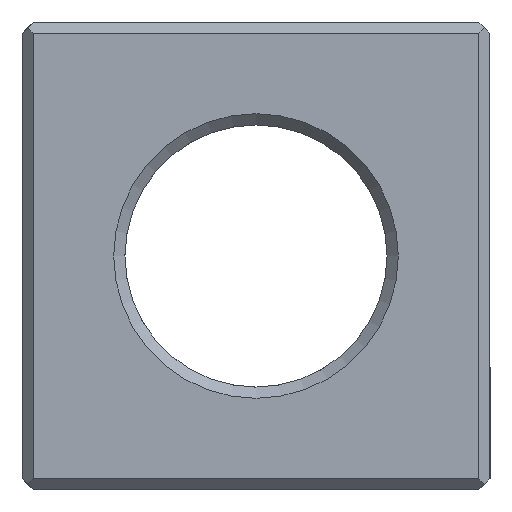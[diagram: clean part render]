
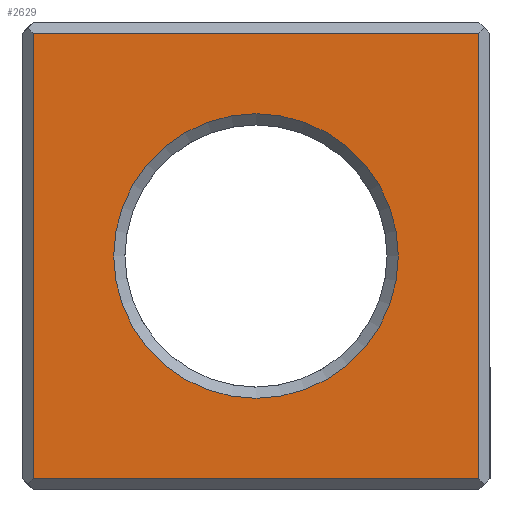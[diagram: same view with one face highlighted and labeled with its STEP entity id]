
A CAD part, left-side view. The second image highlights one B-rep face of the part: STEP entity #2629.
In plain terms, the highlighted planar face has unit normal (-1, 0, 0).
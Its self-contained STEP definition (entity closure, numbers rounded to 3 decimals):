
#72 = PLANE('',#73);
#73 = AXIS2_PLACEMENT_3D('',#74,#75,#76);
#74 = CARTESIAN_POINT('',(0.,0.,0.3));
#75 = DIRECTION('',(-0.707,0.,-0.707)
  );
#76 = DIRECTION('',(0.707,0.,-0.707));
#537 = PLANE('',#538);
#538 = AXIS2_PLACEMENT_3D('',#539,#540,#541);
#539 = CARTESIAN_POINT('',(0.3,12.5,0.));
#540 = DIRECTION('',(0.707,-0.707,0.));
#541 = DIRECTION('',(-0.707,-0.707,0.));
#768 = PLANE('',#769);
#769 = AXIS2_PLACEMENT_3D('',#770,#771,#772);
#770 = CARTESIAN_POINT('',(0.3,0.,0.));
#771 = DIRECTION('',(-0.707,-0.707,0.));
#772 = DIRECTION('',(-0.707,0.707,0.));
#836 = VERTEX_POINT('',#837);
#837 = CARTESIAN_POINT('',(0.,0.3,0.3));
#858 = EDGE_CURVE('',#836,#859,#861,.T.);
#859 = VERTEX_POINT('',#860);
#860 = CARTESIAN_POINT('',(0.,12.2,0.3));
#861 = SURFACE_CURVE('',#862,(#866,#873),.PCURVE_S1.);
#862 = LINE('',#863,#864);
#863 = CARTESIAN_POINT('',(0.,0.,0.3));
#864 = VECTOR('',#865,1.);
#865 = DIRECTION('',(0.,1.,0.));
#866 = PCURVE('',#72,#867);
#867 = DEFINITIONAL_REPRESENTATION('',(#868),#872);
#868 = LINE('',#869,#870);
#869 = CARTESIAN_POINT('',(0.,0.));
#870 = VECTOR('',#871,1.);
#871 = DIRECTION('',(0.,-1.));
#872 = ( GEOMETRIC_REPRESENTATION_CONTEXT(2) 
PARAMETRIC_REPRESENTATION_CONTEXT() REPRESENTATION_CONTEXT('2D SPACE',''
  ) );
#873 = PCURVE('',#874,#879);
#874 = PLANE('',#875);
#875 = AXIS2_PLACEMENT_3D('',#876,#877,#878);
#876 = CARTESIAN_POINT('',(0.,12.5,0.));
#877 = DIRECTION('',(1.,0.,0.));
#878 = DIRECTION('',(0.,-1.,0.));
#879 = DEFINITIONAL_REPRESENTATION('',(#880),#884);
#880 = LINE('',#881,#882);
#881 = CARTESIAN_POINT('',(12.5,-0.3));
#882 = VECTOR('',#883,1.);
#883 = DIRECTION('',(-1.,0.));
#884 = ( GEOMETRIC_REPRESENTATION_CONTEXT(2) 
PARAMETRIC_REPRESENTATION_CONTEXT() REPRESENTATION_CONTEXT('2D SPACE',''
  ) );
#1951 = VERTEX_POINT('',#1952);
#1952 = CARTESIAN_POINT('',(0.,12.2,12.2));
#1966 = PLANE('',#1967);
#1967 = AXIS2_PLACEMENT_3D('',#1968,#1969,#1970);
#1968 = CARTESIAN_POINT('',(0.3,0.,12.5));
#1969 = DIRECTION('',(-0.707,0.,0.707
    ));
#1970 = DIRECTION('',(-0.707,0.,-0.707
    ));
#1978 = EDGE_CURVE('',#859,#1951,#1979,.T.);
#1979 = SURFACE_CURVE('',#1980,(#1984,#1991),.PCURVE_S1.);
#1980 = LINE('',#1981,#1982);
#1981 = CARTESIAN_POINT('',(0.,12.2,0.));
#1982 = VECTOR('',#1983,1.);
#1983 = DIRECTION('',(0.,0.,1.));
#1984 = PCURVE('',#537,#1985);
#1985 = DEFINITIONAL_REPRESENTATION('',(#1986),#1990);
#1986 = LINE('',#1987,#1988);
#1987 = CARTESIAN_POINT('',(0.424,0.));
#1988 = VECTOR('',#1989,1.);
#1989 = DIRECTION('',(0.,-1.));
#1990 = ( GEOMETRIC_REPRESENTATION_CONTEXT(2) 
PARAMETRIC_REPRESENTATION_CONTEXT() REPRESENTATION_CONTEXT('2D SPACE',''
  ) );
#1991 = PCURVE('',#874,#1992);
#1992 = DEFINITIONAL_REPRESENTATION('',(#1993),#1997);
#1993 = LINE('',#1994,#1995);
#1994 = CARTESIAN_POINT('',(0.3,0.));
#1995 = VECTOR('',#1996,1.);
#1996 = DIRECTION('',(0.,-1.));
#1997 = ( GEOMETRIC_REPRESENTATION_CONTEXT(2) 
PARAMETRIC_REPRESENTATION_CONTEXT() REPRESENTATION_CONTEXT('2D SPACE',''
  ) );
#2586 = VERTEX_POINT('',#2587);
#2587 = CARTESIAN_POINT('',(0.,0.3,12.2));
#2608 = EDGE_CURVE('',#836,#2586,#2609,.T.);
#2609 = SURFACE_CURVE('',#2610,(#2614,#2621),.PCURVE_S1.);
#2610 = LINE('',#2611,#2612);
#2611 = CARTESIAN_POINT('',(0.,0.3,0.));
#2612 = VECTOR('',#2613,1.);
#2613 = DIRECTION('',(0.,0.,1.));
#2614 = PCURVE('',#768,#2615);
#2615 = DEFINITIONAL_REPRESENTATION('',(#2616),#2620);
#2616 = LINE('',#2617,#2618);
#2617 = CARTESIAN_POINT('',(0.424,0.));
#2618 = VECTOR('',#2619,1.);
#2619 = DIRECTION('',(0.,-1.));
#2620 = ( GEOMETRIC_REPRESENTATION_CONTEXT(2) 
PARAMETRIC_REPRESENTATION_CONTEXT() REPRESENTATION_CONTEXT('2D SPACE',''
  ) );
#2621 = PCURVE('',#874,#2622);
#2622 = DEFINITIONAL_REPRESENTATION('',(#2623),#2627);
#2623 = LINE('',#2624,#2625);
#2624 = CARTESIAN_POINT('',(12.2,0.));
#2625 = VECTOR('',#2626,1.);
#2626 = DIRECTION('',(0.,-1.));
#2627 = ( GEOMETRIC_REPRESENTATION_CONTEXT(2) 
PARAMETRIC_REPRESENTATION_CONTEXT() REPRESENTATION_CONTEXT('2D SPACE',''
  ) );
#2629 = ADVANCED_FACE('',(#2630,#2656),#874,.F.);
#2630 = FACE_BOUND('',#2631,.F.);
#2631 = EDGE_LOOP('',(#2632,#2633,#2634,#2635));
#2632 = ORIENTED_EDGE('',*,*,#2608,.F.);
#2633 = ORIENTED_EDGE('',*,*,#858,.T.);
#2634 = ORIENTED_EDGE('',*,*,#1978,.T.);
#2635 = ORIENTED_EDGE('',*,*,#2636,.F.);
#2636 = EDGE_CURVE('',#2586,#1951,#2637,.T.);
#2637 = SURFACE_CURVE('',#2638,(#2642,#2649),.PCURVE_S1.);
#2638 = LINE('',#2639,#2640);
#2639 = CARTESIAN_POINT('',(0.,0.,12.2));
#2640 = VECTOR('',#2641,1.);
#2641 = DIRECTION('',(0.,1.,0.));
#2642 = PCURVE('',#874,#2643);
#2643 = DEFINITIONAL_REPRESENTATION('',(#2644),#2648);
#2644 = LINE('',#2645,#2646);
#2645 = CARTESIAN_POINT('',(12.5,-12.2));
#2646 = VECTOR('',#2647,1.);
#2647 = DIRECTION('',(-1.,0.));
#2648 = ( GEOMETRIC_REPRESENTATION_CONTEXT(2) 
PARAMETRIC_REPRESENTATION_CONTEXT() REPRESENTATION_CONTEXT('2D SPACE',''
  ) );
#2649 = PCURVE('',#1966,#2650);
#2650 = DEFINITIONAL_REPRESENTATION('',(#2651),#2655);
#2651 = LINE('',#2652,#2653);
#2652 = CARTESIAN_POINT('',(0.424,0.));
#2653 = VECTOR('',#2654,1.);
#2654 = DIRECTION('',(0.,-1.));
#2655 = ( GEOMETRIC_REPRESENTATION_CONTEXT(2) 
PARAMETRIC_REPRESENTATION_CONTEXT() REPRESENTATION_CONTEXT('2D SPACE',''
  ) );
#2656 = FACE_BOUND('',#2657,.F.);
#2657 = EDGE_LOOP('',(#2658));
#2658 = ORIENTED_EDGE('',*,*,#2659,.T.);
#2659 = EDGE_CURVE('',#2660,#2660,#2662,.T.);
#2660 = VERTEX_POINT('',#2661);
#2661 = CARTESIAN_POINT('',(0.,2.45,6.25));
#2662 = SURFACE_CURVE('',#2663,(#2668,#2679),.PCURVE_S1.);
#2663 = CIRCLE('',#2664,3.8);
#2664 = AXIS2_PLACEMENT_3D('',#2665,#2666,#2667);
#2665 = CARTESIAN_POINT('',(0.,6.25,6.25));
#2666 = DIRECTION('',(-1.,0.,0.));
#2667 = DIRECTION('',(0.,-1.,0.));
#2668 = PCURVE('',#874,#2669);
#2669 = DEFINITIONAL_REPRESENTATION('',(#2670),#2678);
#2670 = ( BOUNDED_CURVE() B_SPLINE_CURVE(2,(#2671,#2672,#2673,#2674,
#2675,#2676,#2677),.UNSPECIFIED.,.T.,.F.) B_SPLINE_CURVE_WITH_KNOTS((1,2
    ,2,2,2,1),(-2.094,0.,2.094,4.189,
6.283,8.378),.UNSPECIFIED.) CURVE() 
GEOMETRIC_REPRESENTATION_ITEM() RATIONAL_B_SPLINE_CURVE((1.,0.5,1.,0.5,
1.,0.5,1.)) REPRESENTATION_ITEM('') );
#2671 = CARTESIAN_POINT('',(10.05,-6.25));
#2672 = CARTESIAN_POINT('',(10.05,-12.832));
#2673 = CARTESIAN_POINT('',(4.35,-9.541));
#2674 = CARTESIAN_POINT('',(-1.35,-6.25));
#2675 = CARTESIAN_POINT('',(4.35,-2.959));
#2676 = CARTESIAN_POINT('',(10.05,0.332));
#2677 = CARTESIAN_POINT('',(10.05,-6.25));
#2678 = ( GEOMETRIC_REPRESENTATION_CONTEXT(2) 
PARAMETRIC_REPRESENTATION_CONTEXT() REPRESENTATION_CONTEXT('2D SPACE',''
  ) );
#2679 = PCURVE('',#2680,#2685);
#2680 = CONICAL_SURFACE('',#2681,3.5,0.785);
#2681 = AXIS2_PLACEMENT_3D('',#2682,#2683,#2684);
#2682 = CARTESIAN_POINT('',(0.3,6.25,6.25));
#2683 = DIRECTION('',(-1.,-0.,-0.));
#2684 = DIRECTION('',(0.,-1.,0.));
#2685 = DEFINITIONAL_REPRESENTATION('',(#2686),#2690);
#2686 = LINE('',#2687,#2688);
#2687 = CARTESIAN_POINT('',(0.,0.3));
#2688 = VECTOR('',#2689,1.);
#2689 = DIRECTION('',(1.,0.));
#2690 = ( GEOMETRIC_REPRESENTATION_CONTEXT(2) 
PARAMETRIC_REPRESENTATION_CONTEXT() REPRESENTATION_CONTEXT('2D SPACE',''
  ) );
